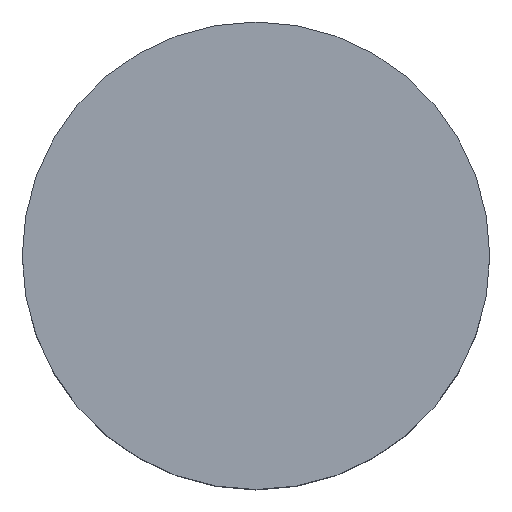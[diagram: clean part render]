
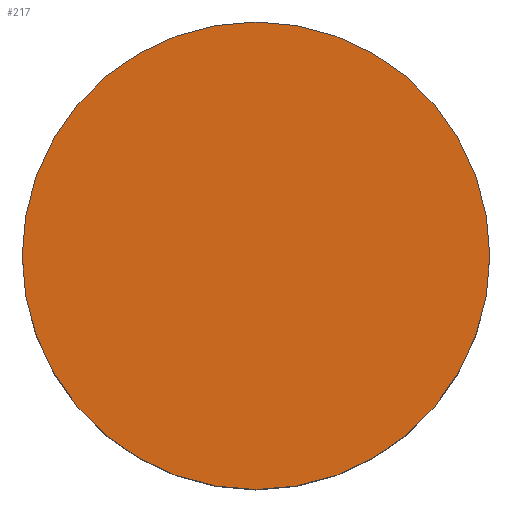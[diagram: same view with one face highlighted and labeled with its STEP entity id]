
A CAD part, top view. The second image highlights one B-rep face of the part: STEP entity #217.
In plain terms, the highlighted planar face has unit normal (0, 0, 1).
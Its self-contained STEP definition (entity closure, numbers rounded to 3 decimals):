
#24 = EDGE_LOOP ( 'NONE', ( #187, #52 ) ) ;
#33 = DIRECTION ( 'NONE',  ( 0., 0., 1. ) ) ;
#37 = CARTESIAN_POINT ( 'NONE',  ( -2., 0., 0. ) ) ;
#40 = DIRECTION ( 'NONE',  ( 1., 0., 0. ) ) ;
#43 = EDGE_CURVE ( 'NONE', #311, #185, #282, .T. ) ;
#52 = ORIENTED_EDGE ( 'NONE', *, *, #43, .T. ) ;
#56 = EDGE_CURVE ( 'NONE', #185, #311, #341, .T. ) ;
#65 = AXIS2_PLACEMENT_3D ( 'NONE', #66, #312, #40 ) ;
#66 = CARTESIAN_POINT ( 'NONE',  ( 0., 0., 0. ) ) ;
#118 = DIRECTION ( 'NONE',  ( 1., 0., 0. ) ) ;
#131 = CARTESIAN_POINT ( 'NONE',  ( 0., 0., 0. ) ) ;
#149 = CARTESIAN_POINT ( 'NONE',  ( 0., 0., 0. ) ) ;
#151 = DIRECTION ( 'NONE',  ( 0., 0., 1. ) ) ;
#180 = AXIS2_PLACEMENT_3D ( 'NONE', #149, #151, #118 ) ;
#185 = VERTEX_POINT ( 'NONE', #298 ) ;
#187 = ORIENTED_EDGE ( 'NONE', *, *, #56, .T. ) ;
#217 = ADVANCED_FACE ( 'NONE', ( #269 ), #239, .T. ) ;
#239 = PLANE ( 'NONE',  #318 ) ;
#244 = DIRECTION ( 'NONE',  ( 1., 0., 0. ) ) ;
#269 = FACE_OUTER_BOUND ( 'NONE', #24, .T. ) ;
#282 = CIRCLE ( 'NONE', #65, 2. ) ;
#298 = CARTESIAN_POINT ( 'NONE',  ( 2., 0., 0. ) ) ;
#311 = VERTEX_POINT ( 'NONE', #37 ) ;
#312 = DIRECTION ( 'NONE',  ( 0., 0., 1. ) ) ;
#318 = AXIS2_PLACEMENT_3D ( 'NONE', #131, #33, #244 ) ;
#341 = CIRCLE ( 'NONE', #180, 2. ) ;
